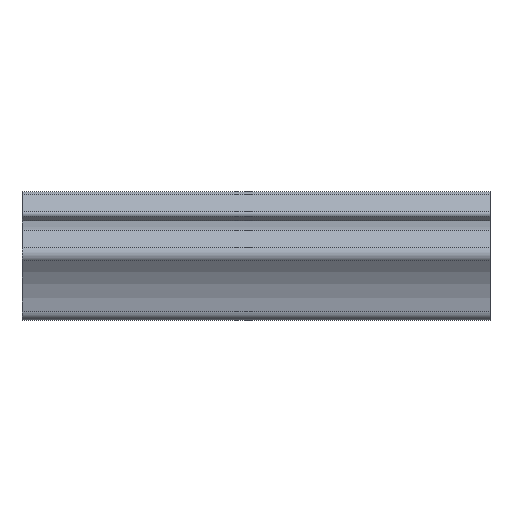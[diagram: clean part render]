
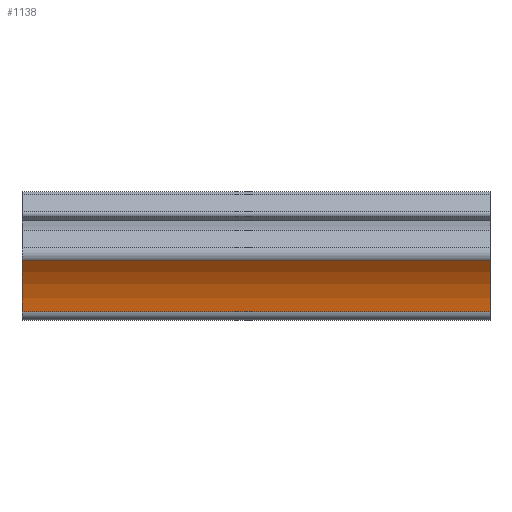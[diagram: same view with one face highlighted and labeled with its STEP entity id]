
A CAD part, left-side view. The second image highlights one B-rep face of the part: STEP entity #1138.
In plain terms, the highlighted cylindrical face has radius 40 mm (diameter 80 mm), a partial arc.
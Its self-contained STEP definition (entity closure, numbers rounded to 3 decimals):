
#92=FACE_OUTER_BOUND('',#152,.T.);
#152=EDGE_LOOP('',(#915,#916,#917,#918));
#242=LINE('',#1991,#326);
#243=LINE('',#1997,#327);
#326=VECTOR('',#1641,200.);
#327=VECTOR('',#1648,200.);
#413=CIRCLE('',#1282,40.);
#414=CIRCLE('',#1283,40.);
#525=VERTEX_POINT('',#1988);
#526=VERTEX_POINT('',#1990);
#527=VERTEX_POINT('',#1994);
#528=VERTEX_POINT('',#1996);
#691=EDGE_CURVE('',#526,#525,#242,.T.);
#693=EDGE_CURVE('',#525,#527,#413,.T.);
#694=EDGE_CURVE('',#528,#527,#243,.T.);
#695=EDGE_CURVE('',#526,#528,#414,.T.);
#915=ORIENTED_EDGE('',*,*,#693,.T.);
#916=ORIENTED_EDGE('',*,*,#694,.F.);
#917=ORIENTED_EDGE('',*,*,#695,.F.);
#918=ORIENTED_EDGE('',*,*,#691,.T.);
#1082=CYLINDRICAL_SURFACE('',#1281,40.);
#1138=ADVANCED_FACE('',(#92),#1082,.F.);
#1281=AXIS2_PLACEMENT_3D('',#1993,#1644,#1645);
#1282=AXIS2_PLACEMENT_3D('',#1995,#1646,#1647);
#1283=AXIS2_PLACEMENT_3D('',#1998,#1649,#1650);
#1641=DIRECTION('',(0.,1.,0.));
#1644=DIRECTION('center_axis',(0.,1.,0.));
#1645=DIRECTION('ref_axis',(-0.768,0.,-0.64));
#1646=DIRECTION('center_axis',(0.,1.,0.));
#1647=DIRECTION('ref_axis',(-0.768,0.,-0.64));
#1648=DIRECTION('',(0.,1.,0.));
#1649=DIRECTION('center_axis',(0.,1.,0.));
#1650=DIRECTION('ref_axis',(-0.768,0.,-0.64));
#1988=CARTESIAN_POINT('',(-24.694,200.,2.635));
#1990=CARTESIAN_POINT('',(-24.694,0.,2.635));
#1991=CARTESIAN_POINT('',(-24.694,0.,2.635));
#1993=CARTESIAN_POINT('Origin',(-55.433,0.,-22.961));
#1994=CARTESIAN_POINT('',(-15.598,200.,-19.325));
#1995=CARTESIAN_POINT('Origin',(-55.433,200.,-22.961));
#1996=CARTESIAN_POINT('',(-15.598,0.,-19.325));
#1997=CARTESIAN_POINT('',(-15.598,0.,-19.325));
#1998=CARTESIAN_POINT('Origin',(-55.433,0.,-22.961));
